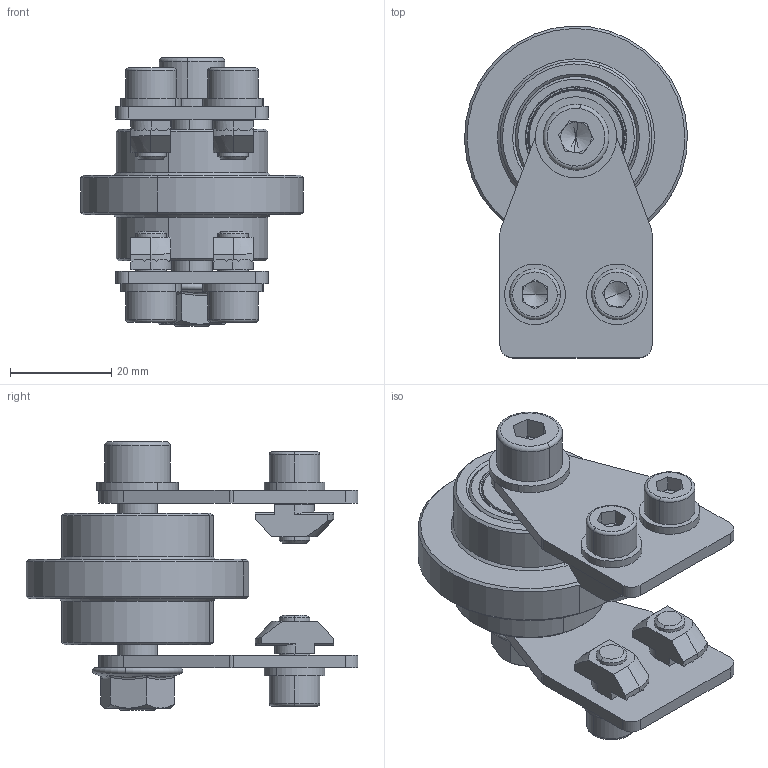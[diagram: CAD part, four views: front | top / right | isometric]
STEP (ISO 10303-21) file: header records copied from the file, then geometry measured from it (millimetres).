
FILE_DESCRIPTION (( 'STEP AP214' ), '1' );
FILE_NAME ('Íàáîð ðîëèêà, 30 ñåðèÿ.STEP', '2023-07-14T06:34:27', ( '' ), ( '' ), 'SwSTEP 2.0', 'SolidWorks 2022', '' );
FILE_SCHEMA (( 'AUTOMOTIVE_DESIGN' ));
Length unit declared in the file: millimetre
Products named in the file (9): M18 Винт M8x45_00; A682 Кронштейн ролика, паз 8_00; Набор ролика, 30 серия; A672 Пластиковый ролик Ø 44 мм для паза 8_00; D20 - шайба 6_00; D67 Винт М6 х 12 DIN 912; D61 Шайба 8_00; D42 Гайка DIN 6923_00; D53 Т-Гайка М6, паз 8_00
Assembly tree (18 placements, depth 2):
  Набор ролика, 30 серия
    A672 Пластиковый ролик Ø 44 мм для паза 8_00
    A682 Кронштейн ролика, паз 8_00  x2
    D53 Т-Гайка М6, паз 8_00  x4
    D67 Винт М6 х 12 DIN 912  x4
    D20 - шайба 6_00  x4
    M18 Винт M8x45_00
    D61 Шайба 8_00
    D42 Гайка DIN 6923_00
Bounding box: 43.98 x 65.49 x 53 mm (x, y, z)
Volume: 35747.9 mm3; surface area: 27408.4 mm2
Topology: 24 solids, 24 shells, 655 faces, 1640 edges, 1037 vertices
Faces by surface type: plane 397, cylinder 126, cone 80, torus 30, bspline 22
Entity records: 16696 total; most frequent: CARTESIAN_POINT 3039, DIRECTION 2096, ORIENTED_EDGE 2036, EDGE_CURVE 1018, AXIS2_PLACEMENT_3D 813, VERTEX_POINT 648, LINE 470, VECTOR 470
